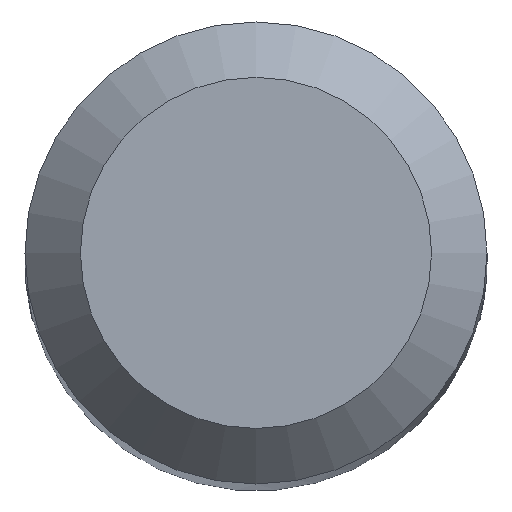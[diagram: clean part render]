
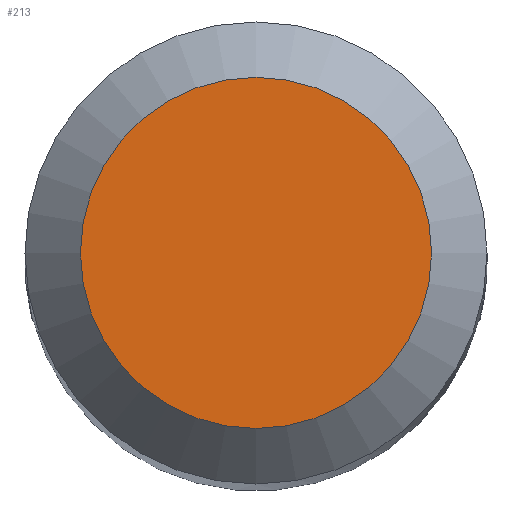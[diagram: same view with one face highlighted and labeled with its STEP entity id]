
A CAD part, top view. The second image highlights one B-rep face of the part: STEP entity #213.
In plain terms, the highlighted planar face has unit normal (0, 0, 1).
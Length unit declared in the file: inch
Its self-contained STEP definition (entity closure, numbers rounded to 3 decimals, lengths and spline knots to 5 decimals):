
#31=CIRCLE('',#252,0.095);
#42=FACE_OUTER_BOUND('',#55,.T.);
#55=EDGE_LOOP('',(#167));
#108=VERTEX_POINT('',#434);
#131=EDGE_CURVE('',#108,#108,#31,.T.);
#167=ORIENTED_EDGE('',*,*,#131,.F.);
#204=PLANE('',#253);
#213=ADVANCED_FACE('',(#42),#204,.T.);
#252=AXIS2_PLACEMENT_3D('',#435,#295,#296);
#253=AXIS2_PLACEMENT_3D('',#437,#298,#299);
#295=DIRECTION('center_axis',(0.,0.,-1.));
#296=DIRECTION('ref_axis',(-1.,0.,0.));
#298=DIRECTION('center_axis',(0.,0.,1.));
#299=DIRECTION('ref_axis',(1.,0.,0.));
#434=CARTESIAN_POINT('',(0.095,0.,3.125));
#435=CARTESIAN_POINT('Origin',(0.,0.,3.125));
#437=CARTESIAN_POINT('Origin',(0.,0.,
3.125));
